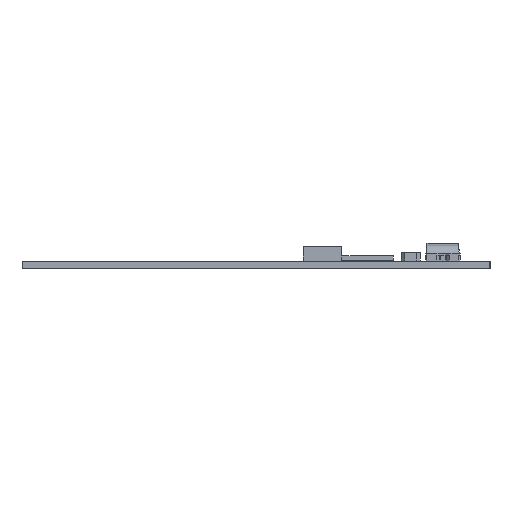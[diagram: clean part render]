
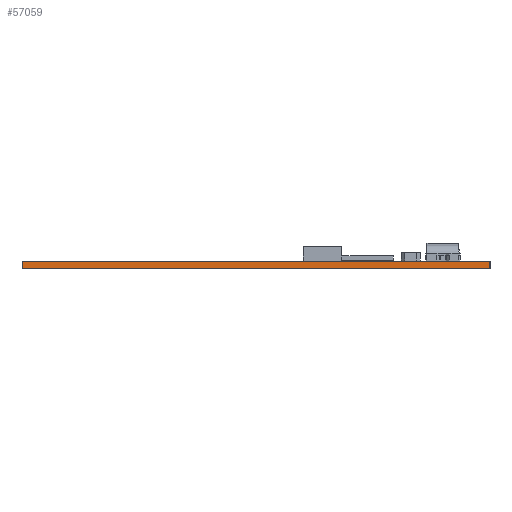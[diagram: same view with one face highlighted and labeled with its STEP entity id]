
A CAD part, left-side view. The second image highlights one B-rep face of the part: STEP entity #57059.
In plain terms, the highlighted planar face has unit normal (-1, 0, 0).
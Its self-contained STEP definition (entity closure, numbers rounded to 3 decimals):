
#56943 = EDGE_CURVE('',#56944,#56946,#56948,.T.);
#56944 = VERTEX_POINT('',#56945);
#56945 = CARTESIAN_POINT('',(96.5,-53.,0.));
#56946 = VERTEX_POINT('',#56947);
#56947 = CARTESIAN_POINT('',(96.5,-53.,1.6));
#56948 = SURFACE_CURVE('',#56949,(#56953,#56965),.PCURVE_S1.);
#56949 = LINE('',#56950,#56951);
#56950 = CARTESIAN_POINT('',(96.5,-53.,0.));
#56951 = VECTOR('',#56952,1.);
#56952 = DIRECTION('',(0.,0.,1.));
#56953 = PCURVE('',#56954,#56959);
#56954 = PLANE('',#56955);
#56955 = AXIS2_PLACEMENT_3D('',#56956,#56957,#56958);
#56956 = CARTESIAN_POINT('',(96.5,-53.,0.));
#56957 = DIRECTION('',(0.,1.,0.));
#56958 = DIRECTION('',(1.,0.,0.));
#56959 = DEFINITIONAL_REPRESENTATION('',(#56960),#56964);
#56960 = LINE('',#56961,#56962);
#56961 = CARTESIAN_POINT('',(0.,0.));
#56962 = VECTOR('',#56963,1.);
#56963 = DIRECTION('',(0.,-1.));
#56964 = ( GEOMETRIC_REPRESENTATION_CONTEXT(2) 
PARAMETRIC_REPRESENTATION_CONTEXT() REPRESENTATION_CONTEXT('2D SPACE',''
  ) );
#56965 = PCURVE('',#56966,#56971);
#56966 = PLANE('',#56967);
#56967 = AXIS2_PLACEMENT_3D('',#56968,#56969,#56970);
#56968 = CARTESIAN_POINT('',(96.5,-151.,0.));
#56969 = DIRECTION('',(-1.,0.,0.));
#56970 = DIRECTION('',(0.,1.,0.));
#56971 = DEFINITIONAL_REPRESENTATION('',(#56972),#56976);
#56972 = LINE('',#56973,#56974);
#56973 = CARTESIAN_POINT('',(98.,0.));
#56974 = VECTOR('',#56975,1.);
#56975 = DIRECTION('',(0.,-1.));
#56976 = ( GEOMETRIC_REPRESENTATION_CONTEXT(2) 
PARAMETRIC_REPRESENTATION_CONTEXT() REPRESENTATION_CONTEXT('2D SPACE',''
  ) );
#56994 = PLANE('',#56995);
#56995 = AXIS2_PLACEMENT_3D('',#56996,#56997,#56998);
#56996 = CARTESIAN_POINT('',(147.5,-102.,1.6));
#56997 = DIRECTION('',(-0.,-0.,-1.));
#56998 = DIRECTION('',(-1.,0.,0.));
#57048 = PLANE('',#57049);
#57049 = AXIS2_PLACEMENT_3D('',#57050,#57051,#57052);
#57050 = CARTESIAN_POINT('',(147.5,-102.,0.));
#57051 = DIRECTION('',(-0.,-0.,-1.));
#57052 = DIRECTION('',(-1.,0.,0.));
#57059 = ADVANCED_FACE('',(#57060),#56966,.T.);
#57060 = FACE_BOUND('',#57061,.T.);
#57061 = EDGE_LOOP('',(#57062,#57092,#57113,#57114));
#57062 = ORIENTED_EDGE('',*,*,#57063,.T.);
#57063 = EDGE_CURVE('',#57064,#57066,#57068,.T.);
#57064 = VERTEX_POINT('',#57065);
#57065 = CARTESIAN_POINT('',(96.5,-151.,0.));
#57066 = VERTEX_POINT('',#57067);
#57067 = CARTESIAN_POINT('',(96.5,-151.,1.6));
#57068 = SURFACE_CURVE('',#57069,(#57073,#57080),.PCURVE_S1.);
#57069 = LINE('',#57070,#57071);
#57070 = CARTESIAN_POINT('',(96.5,-151.,0.));
#57071 = VECTOR('',#57072,1.);
#57072 = DIRECTION('',(0.,0.,1.));
#57073 = PCURVE('',#56966,#57074);
#57074 = DEFINITIONAL_REPRESENTATION('',(#57075),#57079);
#57075 = LINE('',#57076,#57077);
#57076 = CARTESIAN_POINT('',(0.,0.));
#57077 = VECTOR('',#57078,1.);
#57078 = DIRECTION('',(0.,-1.));
#57079 = ( GEOMETRIC_REPRESENTATION_CONTEXT(2) 
PARAMETRIC_REPRESENTATION_CONTEXT() REPRESENTATION_CONTEXT('2D SPACE',''
  ) );
#57080 = PCURVE('',#57081,#57086);
#57081 = PLANE('',#57082);
#57082 = AXIS2_PLACEMENT_3D('',#57083,#57084,#57085);
#57083 = CARTESIAN_POINT('',(198.5,-151.,0.));
#57084 = DIRECTION('',(0.,-1.,0.));
#57085 = DIRECTION('',(-1.,0.,0.));
#57086 = DEFINITIONAL_REPRESENTATION('',(#57087),#57091);
#57087 = LINE('',#57088,#57089);
#57088 = CARTESIAN_POINT('',(102.,0.));
#57089 = VECTOR('',#57090,1.);
#57090 = DIRECTION('',(0.,-1.));
#57091 = ( GEOMETRIC_REPRESENTATION_CONTEXT(2) 
PARAMETRIC_REPRESENTATION_CONTEXT() REPRESENTATION_CONTEXT('2D SPACE',''
  ) );
#57092 = ORIENTED_EDGE('',*,*,#57093,.T.);
#57093 = EDGE_CURVE('',#57066,#56946,#57094,.T.);
#57094 = SURFACE_CURVE('',#57095,(#57099,#57106),.PCURVE_S1.);
#57095 = LINE('',#57096,#57097);
#57096 = CARTESIAN_POINT('',(96.5,-151.,1.6));
#57097 = VECTOR('',#57098,1.);
#57098 = DIRECTION('',(0.,1.,0.));
#57099 = PCURVE('',#56966,#57100);
#57100 = DEFINITIONAL_REPRESENTATION('',(#57101),#57105);
#57101 = LINE('',#57102,#57103);
#57102 = CARTESIAN_POINT('',(0.,-1.6));
#57103 = VECTOR('',#57104,1.);
#57104 = DIRECTION('',(1.,0.));
#57105 = ( GEOMETRIC_REPRESENTATION_CONTEXT(2) 
PARAMETRIC_REPRESENTATION_CONTEXT() REPRESENTATION_CONTEXT('2D SPACE',''
  ) );
#57106 = PCURVE('',#56994,#57107);
#57107 = DEFINITIONAL_REPRESENTATION('',(#57108),#57112);
#57108 = LINE('',#57109,#57110);
#57109 = CARTESIAN_POINT('',(51.,-49.));
#57110 = VECTOR('',#57111,1.);
#57111 = DIRECTION('',(0.,1.));
#57112 = ( GEOMETRIC_REPRESENTATION_CONTEXT(2) 
PARAMETRIC_REPRESENTATION_CONTEXT() REPRESENTATION_CONTEXT('2D SPACE',''
  ) );
#57113 = ORIENTED_EDGE('',*,*,#56943,.F.);
#57114 = ORIENTED_EDGE('',*,*,#57115,.F.);
#57115 = EDGE_CURVE('',#57064,#56944,#57116,.T.);
#57116 = SURFACE_CURVE('',#57117,(#57121,#57128),.PCURVE_S1.);
#57117 = LINE('',#57118,#57119);
#57118 = CARTESIAN_POINT('',(96.5,-151.,0.));
#57119 = VECTOR('',#57120,1.);
#57120 = DIRECTION('',(0.,1.,0.));
#57121 = PCURVE('',#56966,#57122);
#57122 = DEFINITIONAL_REPRESENTATION('',(#57123),#57127);
#57123 = LINE('',#57124,#57125);
#57124 = CARTESIAN_POINT('',(0.,0.));
#57125 = VECTOR('',#57126,1.);
#57126 = DIRECTION('',(1.,0.));
#57127 = ( GEOMETRIC_REPRESENTATION_CONTEXT(2) 
PARAMETRIC_REPRESENTATION_CONTEXT() REPRESENTATION_CONTEXT('2D SPACE',''
  ) );
#57128 = PCURVE('',#57048,#57129);
#57129 = DEFINITIONAL_REPRESENTATION('',(#57130),#57134);
#57130 = LINE('',#57131,#57132);
#57131 = CARTESIAN_POINT('',(51.,-49.));
#57132 = VECTOR('',#57133,1.);
#57133 = DIRECTION('',(0.,1.));
#57134 = ( GEOMETRIC_REPRESENTATION_CONTEXT(2) 
PARAMETRIC_REPRESENTATION_CONTEXT() REPRESENTATION_CONTEXT('2D SPACE',''
  ) );
